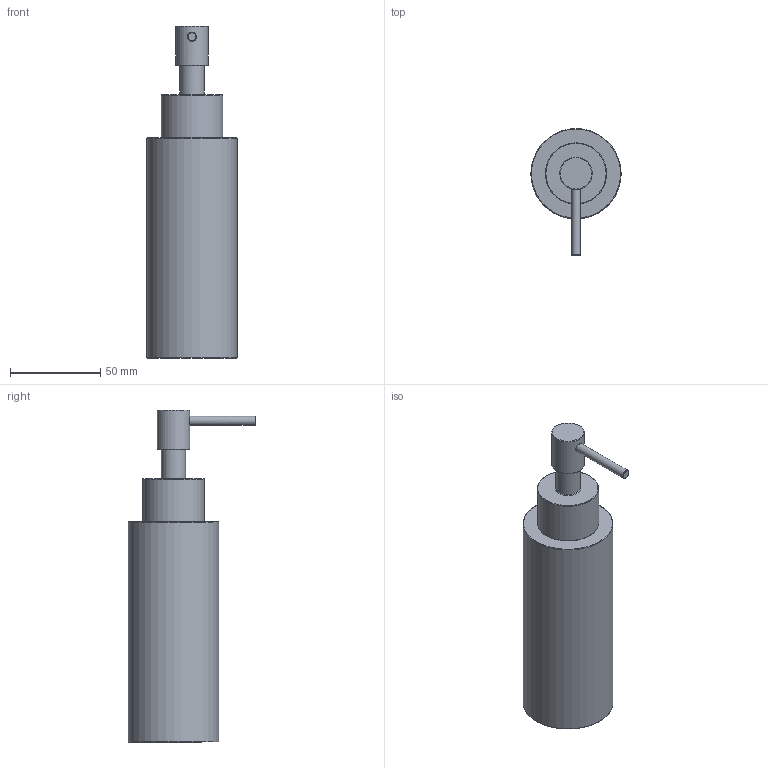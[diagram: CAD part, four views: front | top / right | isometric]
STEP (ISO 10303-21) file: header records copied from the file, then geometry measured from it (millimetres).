
FILE_DESCRIPTION(/* description */ ('Unknown'),/* implementation_level */ '2;1');
FILE_NAME(/* name */ 'CBA10',/* time_stamp */ '2016-03-15T11:19:00+01:00',/* author */ ('Unknown'),/* organization */ ('Unknown'),/* preprocessor_version */ 'ST-DEVELOPER v16.7',/* originating_system */ 'DEX',/* authorisation */ $);
FILE_SCHEMA (('AUTOMOTIVE_DESIGN {1 0 10303 214 3 1 1}'));
Length unit declared in the file: millimetre
Products named in the file (3): CBA10; PORTA DISPENSER A MURO; PORTA DISPENSER A MURO_0
Assembly tree (2 placements, depth 2):
  CBA10
    PORTA DISPENSER A MURO
    PORTA DISPENSER A MURO_0
Bounding box: 50 x 70.5 x 184 mm (x, y, z)
Volume: 269931.7 mm3; surface area: 30101.1 mm2
Topology: 2 solids, 2 shells, 20 faces, 36 edges, 23 vertices
Faces by surface type: torus 8, plane 7, cylinder 5
Full cylindrical faces by diameter (mm): 5 x1, 13.5 x1, 18 x1, 34 x1, 50 x1
Entity records: 490 total; most frequent: CARTESIAN_POINT 93, DIRECTION 80, AXIS2_PLACEMENT_3D 40, ORIENTED_EDGE 36, EDGE_LOOP 36, FACE_BOUND 36, ADVANCED_FACE 20, EDGE_CURVE 18
